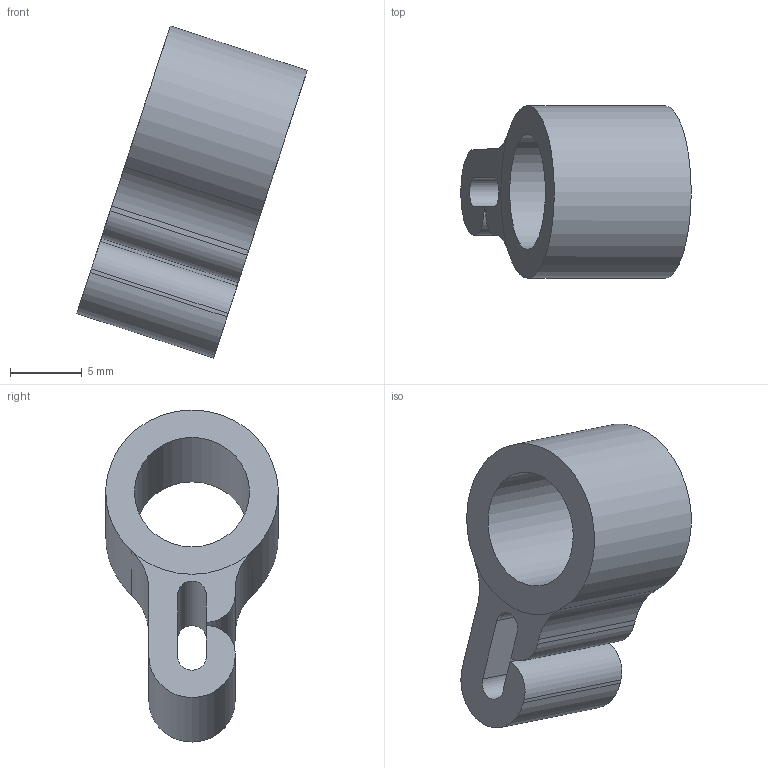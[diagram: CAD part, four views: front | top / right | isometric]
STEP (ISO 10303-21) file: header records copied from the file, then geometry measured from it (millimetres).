
FILE_DESCRIPTION(('FreeCAD Model'),'2;1');
FILE_NAME('BoomHook_01.step', '2020-11-18T09:00:06',('Author'),(''), 'Open CASCADE STEP processor 7.3','FreeCAD','Unknown');
FILE_SCHEMA(('AUTOMOTIVE_DESIGN { 1 0 10303 214 1 1 1 1 }'));
Length unit declared in the file: millimetre
Products named in the file (1): BoomHook_001
Bounding box: 16 x 11.99 x 23.06 mm (x, y, z)
Volume: 1011.1 mm3; surface area: 1163.2 mm2
Topology: 1 solids, 1 shells, 19 faces, 53 edges, 36 vertices
Faces by surface type: plane 10, cylinder 7, bspline 2
Full cylindrical faces by diameter (mm): 8 x1
Entity records: 1603 total; most frequent: CARTESIAN_POINT 581, DIRECTION 179, ORIENTED_EDGE 106, PCURVE 106, DEFINITIONAL_REPRESENTATION 106, LINE 87, VECTOR 87, EDGE_CURVE 53
